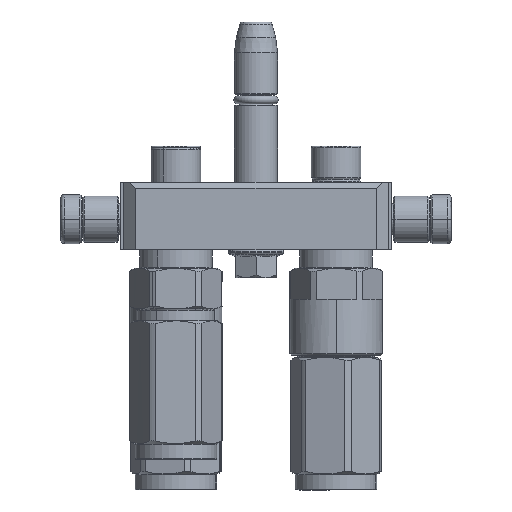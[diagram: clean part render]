
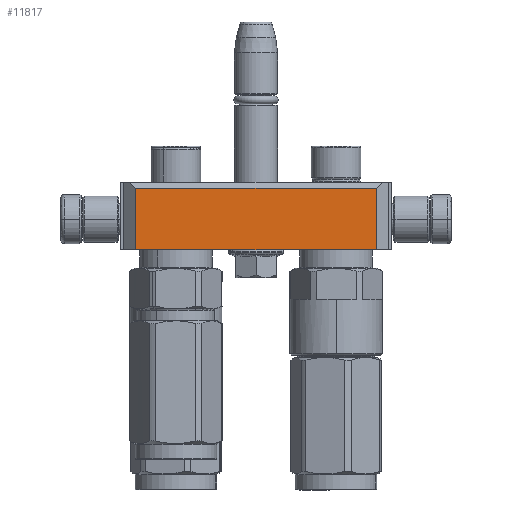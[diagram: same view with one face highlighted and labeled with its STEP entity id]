
A CAD part, left-side view. The second image highlights one B-rep face of the part: STEP entity #11817.
In plain terms, the highlighted planar face has unit normal (-1, 0, 0).
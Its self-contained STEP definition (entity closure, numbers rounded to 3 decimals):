
#679 = FACE_OUTER_BOUND ( 'NONE', #5835, .T. ) ;
#3466 = LINE ( 'NONE', #19221, #47072 ) ;
#4162 = EDGE_CURVE ( 'NONE', #50150, #11671, #12654, .T. ) ;
#5101 = AXIS2_PLACEMENT_3D ( 'NONE', #29847, #20715, #12135 ) ;
#5835 = EDGE_LOOP ( 'NONE', ( #30696, #27466, #58545, #39752 ) ) ;
#6977 = EDGE_CURVE ( 'NONE', #23549, #50150, #20392, .T. ) ;
#7144 = DIRECTION ( 'NONE',  ( 0., 0., -1. ) ) ;
#11671 = VERTEX_POINT ( 'NONE', #43660 ) ;
#11817 = ADVANCED_FACE ( 'NONE', ( #679 ), #11928, .T. ) ;
#11928 = PLANE ( 'NONE',  #5101 ) ;
#12135 = DIRECTION ( 'NONE',  ( 0., -1., 0. ) ) ;
#12654 = LINE ( 'NONE', #33824, #45398 ) ;
#19221 = CARTESIAN_POINT ( 'NONE',  ( -40., 39., 22. ) ) ;
#20029 = DIRECTION ( 'NONE',  ( 0., -1., 0. ) ) ;
#20392 = LINE ( 'NONE', #35213, #58107 ) ;
#20715 = DIRECTION ( 'NONE',  ( -1., 0., 0. ) ) ;
#23549 = VERTEX_POINT ( 'NONE', #33130 ) ;
#27466 = ORIENTED_EDGE ( 'NONE', *, *, #53279, .T. ) ;
#29847 = CARTESIAN_POINT ( 'NONE',  ( -40., 44., 0. ) ) ;
#30696 = ORIENTED_EDGE ( 'NONE', *, *, #45964, .F. ) ;
#31888 = CARTESIAN_POINT ( 'NONE',  ( -40., 39., 22. ) ) ;
#33130 = CARTESIAN_POINT ( 'NONE',  ( -40., -39., 22. ) ) ;
#33824 = CARTESIAN_POINT ( 'NONE',  ( -40., -39., 2. ) ) ;
#34895 = VERTEX_POINT ( 'NONE', #31888 ) ;
#35213 = CARTESIAN_POINT ( 'NONE',  ( -40., -39., 22. ) ) ;
#39752 = ORIENTED_EDGE ( 'NONE', *, *, #6977, .F. ) ;
#43660 = CARTESIAN_POINT ( 'NONE',  ( -40., 39., 2. ) ) ;
#45398 = VECTOR ( 'NONE', #52030, 1000. ) ;
#45964 = EDGE_CURVE ( 'NONE', #34895, #23549, #3466, .T. ) ;
#46227 = VECTOR ( 'NONE', #58988, 1000. ) ;
#47072 = VECTOR ( 'NONE', #20029, 1000. ) ;
#50026 = CARTESIAN_POINT ( 'NONE',  ( -40., 39., 22. ) ) ;
#50150 = VERTEX_POINT ( 'NONE', #57835 ) ;
#52030 = DIRECTION ( 'NONE',  ( 0., 1., 0. ) ) ;
#53279 = EDGE_CURVE ( 'NONE', #34895, #11671, #60014, .T. ) ;
#57835 = CARTESIAN_POINT ( 'NONE',  ( -40., -39., 2. ) ) ;
#58107 = VECTOR ( 'NONE', #7144, 1000. ) ;
#58545 = ORIENTED_EDGE ( 'NONE', *, *, #4162, .F. ) ;
#58988 = DIRECTION ( 'NONE',  ( 0., 0., -1. ) ) ;
#60014 = LINE ( 'NONE', #50026, #46227 ) ;
